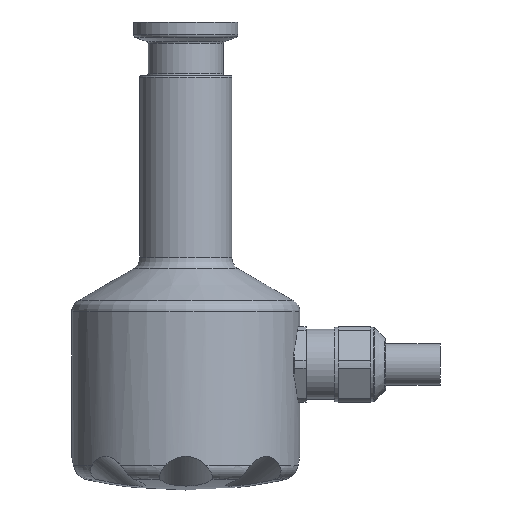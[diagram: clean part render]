
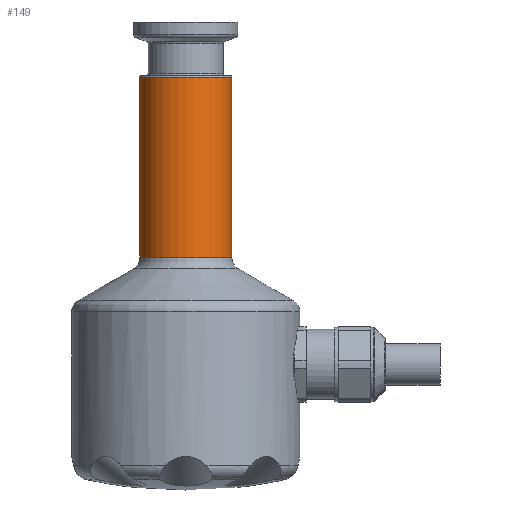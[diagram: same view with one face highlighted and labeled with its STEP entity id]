
A CAD part, top view. The second image highlights one B-rep face of the part: STEP entity #149.
In plain terms, the highlighted cylindrical face has radius 11 mm (diameter 22 mm), a full revolution.
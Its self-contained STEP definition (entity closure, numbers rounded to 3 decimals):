
#149 = ADVANCED_FACE( '', ( #361, #362 ), #363, .T. );
#361 = FACE_OUTER_BOUND( '', #654, .T. );
#362 = FACE_OUTER_BOUND( '', #655, .T. );
#363 = CYLINDRICAL_SURFACE( '', #656, 11. );
#654 = EDGE_LOOP( '', ( #1021 ) );
#655 = EDGE_LOOP( '', ( #1022 ) );
#656 = AXIS2_PLACEMENT_3D( '', #1023, #1024, #1025 );
#1021 = ORIENTED_EDGE( '', *, *, #1619, .T. );
#1022 = ORIENTED_EDGE( '', *, *, #1620, .T. );
#1023 = CARTESIAN_POINT( '', ( 0., -13.5, 0. ) );
#1024 = DIRECTION( '', ( 0., 1., 0. ) );
#1025 = DIRECTION( '', ( -1., 0., 0. ) );
#1619 = EDGE_CURVE( '', #1929, #1929, #1930, .F. );
#1620 = EDGE_CURVE( '', #1931, #1931, #1932, .F. );
#1929 = VERTEX_POINT( '', #2477 );
#1930 = CIRCLE( '', #2478, 11. );
#1931 = VERTEX_POINT( '', #2479 );
#1932 = CIRCLE( '', #2480, 11. );
#2477 = CARTESIAN_POINT( '', ( -11., -4.568, 0. ) );
#2478 = AXIS2_PLACEMENT_3D( '', #3437, #3438, #3439 );
#2479 = CARTESIAN_POINT( '', ( -11., 38.6, 0. ) );
#2480 = AXIS2_PLACEMENT_3D( '', #3440, #3441, #3442 );
#3437 = CARTESIAN_POINT( '', ( 0., -4.568, 0. ) );
#3438 = DIRECTION( '', ( 0., -1., 0. ) );
#3439 = DIRECTION( '', ( -1., 0., 0. ) );
#3440 = CARTESIAN_POINT( '', ( 0., 38.6, 0. ) );
#3441 = DIRECTION( '', ( 0., 1., 0. ) );
#3442 = DIRECTION( '', ( -1., 0., 0. ) );
